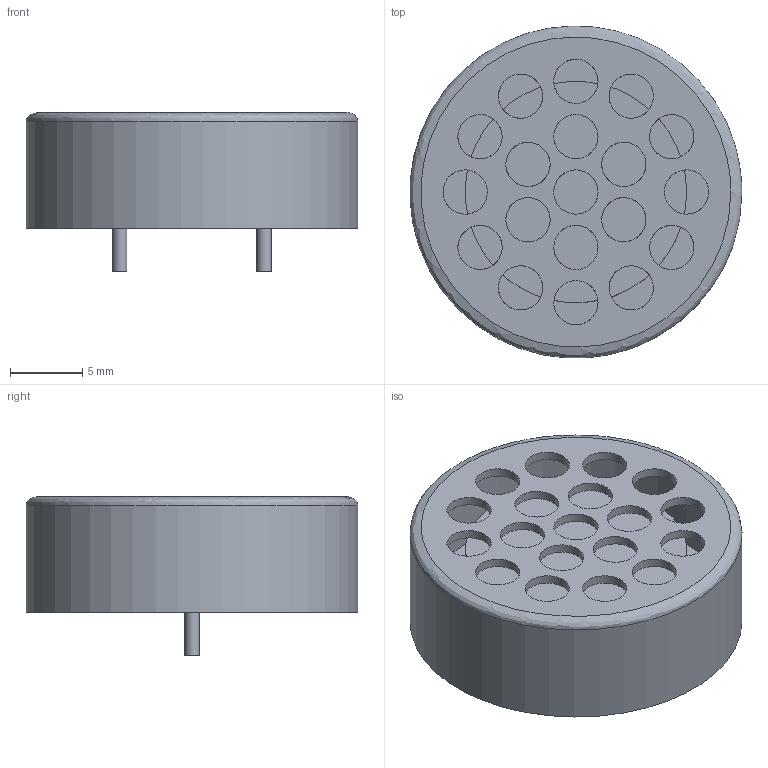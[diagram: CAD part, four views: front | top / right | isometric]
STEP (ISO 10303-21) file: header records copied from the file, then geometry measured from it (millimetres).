
FILE_DESCRIPTION(('FreeCAD Model'),'2;1');
FILE_NAME('Open CASCADE Shape Model','2024-02-15T23:52:08',('Author'),( ''),'Open CASCADE STEP processor 7.6','FreeCAD','Unknown');
FILE_SCHEMA(('AUTOMOTIVE_DESIGN { 1 0 10303 214 1 1 1 1 }'));
Length unit declared in the file: millimetre
Products named in the file (5): Unnamed; Document; Document001; Document002; Document003
Assembly tree (7 placements, depth 3):
  Unnamed
    Document
    Document001
    Document002
    Document003
      Document
      Document001
      Document002
Bounding box: 22.99 x 22.97 x 11 mm (x, y, z)
Volume: 3831.5 mm3; surface area: 5243.9 mm2
Topology: 6 solids, 6 shells, 68 faces, 148 edges, 98 vertices
Faces by surface type: bspline 50, plane 18
Entity records: 1868 total; most frequent: CARTESIAN_POINT 1017, ORIENTED_EDGE 148, EDGE_CURVE 74, FACE_BOUND 73, EDGE_LOOP 73, VERTEX_POINT 49, DIRECTION 34, ADVANCED_FACE 34
